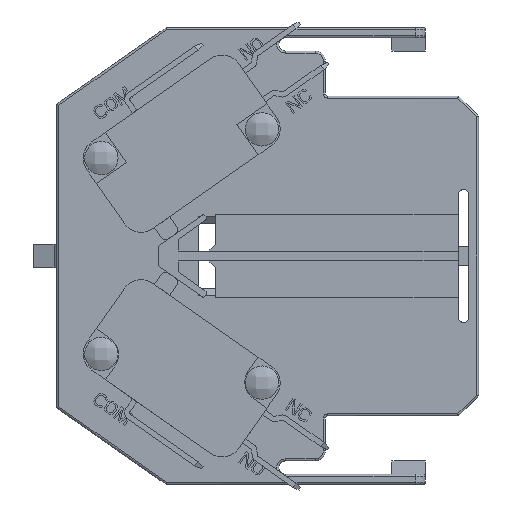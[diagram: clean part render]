
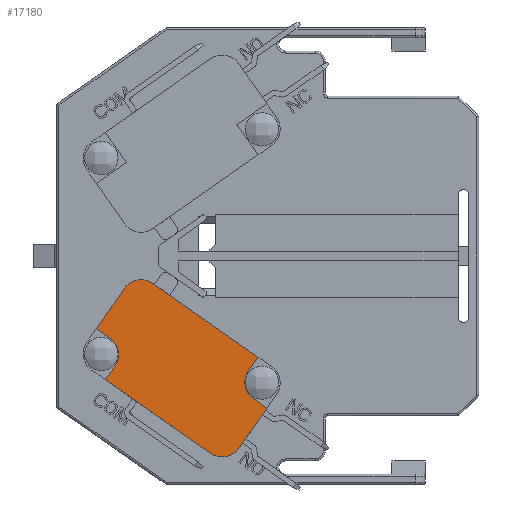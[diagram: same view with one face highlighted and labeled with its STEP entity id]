
A CAD part, left-side view. The second image highlights one B-rep face of the part: STEP entity #17180.
In plain terms, the highlighted planar face has unit normal (-1, 0, 0).
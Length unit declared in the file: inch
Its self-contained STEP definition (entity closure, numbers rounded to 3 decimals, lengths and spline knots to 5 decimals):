
#89 = DIRECTION ( 'NONE',  ( 0., 0.574, -0.819 ) ) ;
#242 = LINE ( 'NONE', #8311, #31153 ) ;
#1013 = CARTESIAN_POINT ( 'NONE',  ( -0.40157, 2.17705, -0.48489 ) ) ;
#1542 = LINE ( 'NONE', #27925, #33212 ) ;
#1982 = VECTOR ( 'NONE', #5116, 39.37008 ) ;
#2017 = EDGE_LOOP ( 'NONE', ( #30889, #12776, #22836, #32497, #19298, #3685, #33145, #15458, #16321, #24950, #6948, #3120 ) ) ;
#2580 = LINE ( 'NONE', #7736, #33678 ) ;
#2683 = EDGE_CURVE ( 'NONE', #21218, #6930, #2580, .T. ) ;
#2727 = LINE ( 'NONE', #12654, #1982 ) ;
#2731 = AXIS2_PLACEMENT_3D ( 'NONE', #14899, #7360, #12324 ) ;
#3120 = ORIENTED_EDGE ( 'NONE', *, *, #31071, .F. ) ;
#3145 = EDGE_CURVE ( 'NONE', #31777, #5063, #2727, .T. ) ;
#3685 = ORIENTED_EDGE ( 'NONE', *, *, #10406, .F. ) ;
#3892 = DIRECTION ( 'NONE',  ( 0., 0.574, -0.819 ) ) ;
#4452 = DIRECTION ( 'NONE',  ( 0., -0.819, -0.574 ) ) ;
#4696 = CARTESIAN_POINT ( 'NONE',  ( -0.40157, 1.25047, -0.89818 ) ) ;
#5063 = VERTEX_POINT ( 'NONE', #8527 ) ;
#5116 = DIRECTION ( 'NONE',  ( 0., 0.819, 0.574 ) ) ;
#5700 = DIRECTION ( 'NONE',  ( 0., -0.574, 0.819 ) ) ;
#5741 = VERTEX_POINT ( 'NONE', #28325 ) ;
#6221 = CARTESIAN_POINT ( 'NONE',  ( -0.40157, 2.02498, -0.47362 ) ) ;
#6930 = VERTEX_POINT ( 'NONE', #4696 ) ;
#6948 = ORIENTED_EDGE ( 'NONE', *, *, #7181, .F. ) ;
#7071 = EDGE_CURVE ( 'NONE', #26490, #31777, #21901, .T. ) ;
#7073 = CARTESIAN_POINT ( 'NONE',  ( -0.40157, 1.51433, -1.06909 ) ) ;
#7181 = EDGE_CURVE ( 'NONE', #15925, #26490, #19762, .T. ) ;
#7360 = DIRECTION ( 'NONE',  ( 1., 0., 0. ) ) ;
#7729 = CARTESIAN_POINT ( 'NONE',  ( -0.40157, 2.09057, -0.18979 ) ) ;
#7736 = CARTESIAN_POINT ( 'NONE',  ( -0.40157, 1.69875, -0.5843 ) ) ;
#7930 = CARTESIAN_POINT ( 'NONE',  ( -0.40157, 1.99382, -0.25753 ) ) ;
#8244 = CARTESIAN_POINT ( 'NONE',  ( -0.40157, 1.3601, -0.67723 ) ) ;
#8311 = CARTESIAN_POINT ( 'NONE',  ( -0.40157, 1.48317, -0.853 ) ) ;
#8527 = CARTESIAN_POINT ( 'NONE',  ( -0.40157, 2.25768, -0.42844 ) ) ;
#8672 = CARTESIAN_POINT ( 'NONE',  ( -0.40157, 2.14805, -0.64939 ) ) ;
#8953 = VERTEX_POINT ( 'NONE', #7729 ) ;
#9031 = VERTEX_POINT ( 'NONE', #8244 ) ;
#10180 = EDGE_CURVE ( 'NONE', #6930, #30179, #20291, .T. ) ;
#10406 = EDGE_CURVE ( 'NONE', #18864, #5741, #1542, .T. ) ;
#11619 = AXIS2_PLACEMENT_3D ( 'NONE', #7073, #28283, #27968 ) ;
#11788 = CARTESIAN_POINT ( 'NONE',  ( -0.40157, 1.41758, -1.13683 ) ) ;
#12324 = DIRECTION ( 'NONE',  ( 0., 0.574, -0.819 ) ) ;
#12654 = CARTESIAN_POINT ( 'NONE',  ( -0.40157, 1.8094, -0.74232 ) ) ;
#12776 = ORIENTED_EDGE ( 'NONE', *, *, #10180, .F. ) ;
#13134 = VECTOR ( 'NONE', #27981, 39.37008 ) ;
#13256 = DIRECTION ( 'NONE',  ( 0., 0.574, -0.819 ) ) ;
#14178 = EDGE_CURVE ( 'NONE', #8953, #18864, #32245, .T. ) ;
#14600 = DIRECTION ( 'NONE',  ( 0., -0.574, 0.819 ) ) ;
#14899 = CARTESIAN_POINT ( 'NONE',  ( -0.40157, 1.75408, -0.66331 ) ) ;
#14946 = CARTESIAN_POINT ( 'NONE',  ( -0.40157, 1.9336, -0.9197 ) ) ;
#15347 = LINE ( 'NONE', #25625, #29103 ) ;
#15458 = ORIENTED_EDGE ( 'NONE', *, *, #19324, .F. ) ;
#15925 = VERTEX_POINT ( 'NONE', #25347 ) ;
#16321 = ORIENTED_EDGE ( 'NONE', *, *, #3145, .F. ) ;
#16488 = AXIS2_PLACEMENT_3D ( 'NONE', #32479, #27020, #3892 ) ;
#17180 = ADVANCED_FACE ( 'NONE', ( #20375 ), #28755, .F. ) ;
#18198 = CIRCLE ( 'NONE', #11619, 0.11811 ) ;
#18864 = VERTEX_POINT ( 'NONE', #33188 ) ;
#19211 = EDGE_CURVE ( 'NONE', #9031, #21218, #23602, .T. ) ;
#19298 = ORIENTED_EDGE ( 'NONE', *, *, #31980, .F. ) ;
#19324 = EDGE_CURVE ( 'NONE', #5063, #8953, #15347, .T. ) ;
#19554 = CARTESIAN_POINT ( 'NONE',  ( -0.40157, 1.58207, -1.16584 ) ) ;
#19736 = VECTOR ( 'NONE', #14600, 39.37008 ) ;
#19762 = LINE ( 'NONE', #6221, #19736 ) ;
#20291 = LINE ( 'NONE', #22857, #31587 ) ;
#20375 = FACE_OUTER_BOUND ( 'NONE', #2017, .T. ) ;
#20759 = AXIS2_PLACEMENT_3D ( 'NONE', #7930, #29164, #5700 ) ;
#21218 = VERTEX_POINT ( 'NONE', #30199 ) ;
#21363 = EDGE_CURVE ( 'NONE', #30179, #31412, #18198, .T. ) ;
#21901 = CIRCLE ( 'NONE', #32275, 0.11811 ) ;
#22836 = ORIENTED_EDGE ( 'NONE', *, *, #2683, .F. ) ;
#22857 = CARTESIAN_POINT ( 'NONE',  ( -0.40157, 1.3058, -0.97719 ) ) ;
#23217 = DIRECTION ( 'NONE',  ( 0., -0.574, 0.819 ) ) ;
#23602 = CIRCLE ( 'NONE', #16488, 0.11811 ) ;
#24376 = CARTESIAN_POINT ( 'NONE',  ( -0.40157, 2.2448, -0.58164 ) ) ;
#24950 = ORIENTED_EDGE ( 'NONE', *, *, #7071, .F. ) ;
#25347 = CARTESIAN_POINT ( 'NONE',  ( -0.40157, 2.2045, -0.73001 ) ) ;
#25625 = CARTESIAN_POINT ( 'NONE',  ( -0.40157, 2.20235, -0.34942 ) ) ;
#26442 = DIRECTION ( 'NONE',  ( -1., 0., 0. ) ) ;
#26490 = VERTEX_POINT ( 'NONE', #8672 ) ;
#26558 = DIRECTION ( 'NONE',  ( 0., -0.819, -0.574 ) ) ;
#27020 = DIRECTION ( 'NONE',  ( -1., 0., 0. ) ) ;
#27925 = CARTESIAN_POINT ( 'NONE',  ( -0.40157, 1.57455, -0.40692 ) ) ;
#27968 = DIRECTION ( 'NONE',  ( 0., -0.574, 0.819 ) ) ;
#27981 = DIRECTION ( 'NONE',  ( 0., 0.819, 0.574 ) ) ;
#28283 = DIRECTION ( 'NONE',  ( 1., 0., 0. ) ) ;
#28325 = CARTESIAN_POINT ( 'NONE',  ( -0.40157, 1.30365, -0.59661 ) ) ;
#28755 = PLANE ( 'NONE',  #2731 ) ;
#29103 = VECTOR ( 'NONE', #23217, 39.37008 ) ;
#29164 = DIRECTION ( 'NONE',  ( 1., 0., 0. ) ) ;
#30179 = VERTEX_POINT ( 'NONE', #11788 ) ;
#30199 = CARTESIAN_POINT ( 'NONE',  ( -0.40157, 1.3311, -0.84173 ) ) ;
#30214 = LINE ( 'NONE', #14946, #13134 ) ;
#30889 = ORIENTED_EDGE ( 'NONE', *, *, #21363, .F. ) ;
#31071 = EDGE_CURVE ( 'NONE', #31412, #15925, #30214, .T. ) ;
#31153 = VECTOR ( 'NONE', #89, 39.37008 ) ;
#31412 = VERTEX_POINT ( 'NONE', #19554 ) ;
#31587 = VECTOR ( 'NONE', #32953, 39.37008 ) ;
#31777 = VERTEX_POINT ( 'NONE', #1013 ) ;
#31980 = EDGE_CURVE ( 'NONE', #5741, #9031, #242, .T. ) ;
#32245 = CIRCLE ( 'NONE', #20759, 0.11811 ) ;
#32275 = AXIS2_PLACEMENT_3D ( 'NONE', #24376, #26442, #13256 ) ;
#32479 = CARTESIAN_POINT ( 'NONE',  ( -0.40157, 1.26335, -0.74498 ) ) ;
#32497 = ORIENTED_EDGE ( 'NONE', *, *, #19211, .F. ) ;
#32953 = DIRECTION ( 'NONE',  ( 0., 0.574, -0.819 ) ) ;
#33145 = ORIENTED_EDGE ( 'NONE', *, *, #14178, .F. ) ;
#33188 = CARTESIAN_POINT ( 'NONE',  ( -0.40157, 1.92608, -0.16078 ) ) ;
#33212 = VECTOR ( 'NONE', #4452, 39.37008 ) ;
#33678 = VECTOR ( 'NONE', #26558, 39.37008 ) ;
